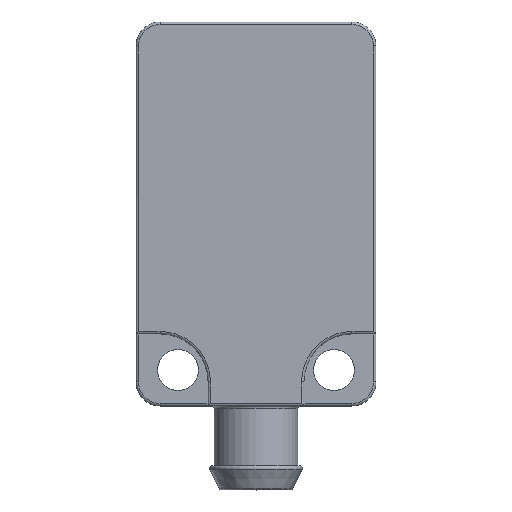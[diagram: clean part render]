
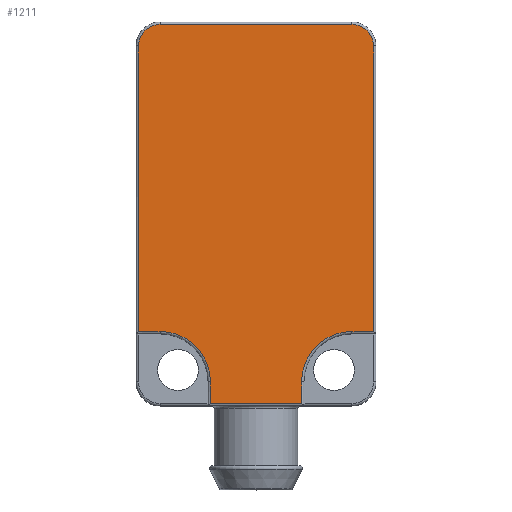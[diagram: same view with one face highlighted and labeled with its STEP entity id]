
A CAD part, top view. The second image highlights one B-rep face of the part: STEP entity #1211.
In plain terms, the highlighted planar face has unit normal (0, 0, 1).
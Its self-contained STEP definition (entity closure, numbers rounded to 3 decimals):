
#247=DIRECTION('',(1.,0.,0.));
#248=VECTOR('',#247,1.8);
#249=CARTESIAN_POINT('',(0.2,6.2,8.));
#250=LINE('',#249,#248);
#251=DIRECTION('',(0.,-1.,0.));
#252=VECTOR('',#251,23.8);
#253=CARTESIAN_POINT('',(0.2,30.,8.));
#254=LINE('',#253,#252);
#255=CARTESIAN_POINT('',(2.,30.,8.));
#256=DIRECTION('',(0.,0.,1.));
#257=DIRECTION('',(0.,1.,0.));
#258=AXIS2_PLACEMENT_3D('',#255,#256,#257);
#260=DIRECTION('',(-1.,0.,0.));
#261=VECTOR('',#260,16.);
#262=CARTESIAN_POINT('',(18.,31.8,8.));
#263=LINE('',#262,#261);
#264=CARTESIAN_POINT('',(18.,30.,8.));
#265=DIRECTION('',(0.,0.,1.));
#266=DIRECTION('',(1.,0.,0.));
#267=AXIS2_PLACEMENT_3D('',#264,#265,#266);
#269=DIRECTION('',(0.,1.,0.));
#270=VECTOR('',#269,23.8);
#271=CARTESIAN_POINT('',(19.8,6.2,8.));
#272=LINE('',#271,#270);
#273=DIRECTION('',(1.,0.,0.));
#274=VECTOR('',#273,1.8);
#275=CARTESIAN_POINT('',(18.,6.2,8.));
#276=LINE('',#275,#274);
#277=CARTESIAN_POINT('',(18.,2.,8.));
#278=DIRECTION('',(0.,0.,-1.));
#279=DIRECTION('',(-1.,0.,0.));
#280=AXIS2_PLACEMENT_3D('',#277,#278,#279);
#282=DIRECTION('',(0.,1.,0.));
#283=VECTOR('',#282,1.8);
#284=CARTESIAN_POINT('',(13.8,0.2,8.));
#285=LINE('',#284,#283);
#286=DIRECTION('',(1.,0.,0.));
#287=VECTOR('',#286,7.6);
#288=CARTESIAN_POINT('',(6.2,0.2,8.));
#289=LINE('',#288,#287);
#290=DIRECTION('',(0.,-1.,0.));
#291=VECTOR('',#290,1.8);
#292=CARTESIAN_POINT('',(6.2,2.,8.));
#293=LINE('',#292,#291);
#294=CARTESIAN_POINT('',(2.,2.,8.));
#295=DIRECTION('',(0.,0.,-1.));
#296=DIRECTION('',(0.,1.,0.));
#297=AXIS2_PLACEMENT_3D('',#294,#295,#296);
#781=CARTESIAN_POINT('',(0.2,6.2,8.));
#782=CARTESIAN_POINT('',(2.,6.2,8.));
#783=VERTEX_POINT('',#781);
#784=VERTEX_POINT('',#782);
#789=CARTESIAN_POINT('',(6.2,2.,8.));
#790=VERTEX_POINT('',#789);
#795=CARTESIAN_POINT('',(6.2,0.2,8.));
#796=VERTEX_POINT('',#795);
#799=CARTESIAN_POINT('',(13.8,0.2,8.));
#800=VERTEX_POINT('',#799);
#805=CARTESIAN_POINT('',(18.,6.2,8.));
#806=CARTESIAN_POINT('',(19.8,6.2,8.));
#807=VERTEX_POINT('',#805);
#808=VERTEX_POINT('',#806);
#809=CARTESIAN_POINT('',(13.8,2.,8.));
#810=VERTEX_POINT('',#809);
#815=CARTESIAN_POINT('',(0.2,30.,8.));
#816=VERTEX_POINT('',#815);
#817=CARTESIAN_POINT('',(2.,31.8,8.));
#818=VERTEX_POINT('',#817);
#821=CARTESIAN_POINT('',(18.,31.8,8.));
#822=VERTEX_POINT('',#821);
#825=CARTESIAN_POINT('',(19.8,30.,8.));
#826=VERTEX_POINT('',#825);
#1181=CARTESIAN_POINT('',(0.,0.,8.));
#1182=DIRECTION('',(0.,0.,1.));
#1183=DIRECTION('',(1.,0.,0.));
#1184=AXIS2_PLACEMENT_3D('',#1181,#1182,#1183);
#1185=PLANE('',#1184);
#1187=ORIENTED_EDGE('',*,*,#1186,.F.);
#1189=ORIENTED_EDGE('',*,*,#1188,.F.);
#1191=ORIENTED_EDGE('',*,*,#1190,.F.);
#1193=ORIENTED_EDGE('',*,*,#1192,.F.);
#1195=ORIENTED_EDGE('',*,*,#1194,.F.);
#1197=ORIENTED_EDGE('',*,*,#1196,.F.);
#1199=ORIENTED_EDGE('',*,*,#1198,.F.);
#1200=ORIENTED_EDGE('',*,*,#1164,.F.);
#1202=ORIENTED_EDGE('',*,*,#1201,.F.);
#1204=ORIENTED_EDGE('',*,*,#1203,.F.);
#1206=ORIENTED_EDGE('',*,*,#1205,.F.);
#1208=ORIENTED_EDGE('',*,*,#1207,.F.);
#1209=EDGE_LOOP('',(#1187,#1189,#1191,#1193,#1195,#1197,#1199,#1200,#1202,#1204,
#1206,#1208));
#1210=FACE_OUTER_BOUND('',#1209,.F.);
#1211=ADVANCED_FACE('',(#1210),#1185,.T.);
#259=CIRCLE('',#258,1.8);
#268=CIRCLE('',#267,1.8);
#281=CIRCLE('',#280,4.2);
#298=CIRCLE('',#297,4.2);
#1164=EDGE_CURVE('',#810,#807,#281,.T.);
#1186=EDGE_CURVE('',#783,#784,#250,.T.);
#1188=EDGE_CURVE('',#816,#783,#254,.T.);
#1190=EDGE_CURVE('',#818,#816,#259,.T.);
#1192=EDGE_CURVE('',#822,#818,#263,.T.);
#1194=EDGE_CURVE('',#826,#822,#268,.T.);
#1196=EDGE_CURVE('',#808,#826,#272,.T.);
#1198=EDGE_CURVE('',#807,#808,#276,.T.);
#1201=EDGE_CURVE('',#800,#810,#285,.T.);
#1203=EDGE_CURVE('',#796,#800,#289,.T.);
#1205=EDGE_CURVE('',#790,#796,#293,.T.);
#1207=EDGE_CURVE('',#784,#790,#298,.T.);
